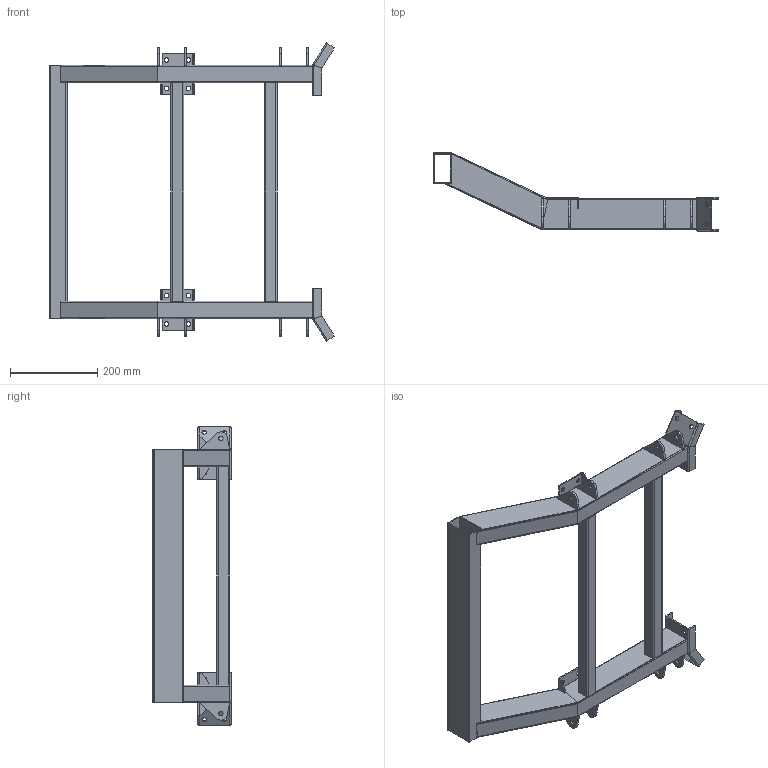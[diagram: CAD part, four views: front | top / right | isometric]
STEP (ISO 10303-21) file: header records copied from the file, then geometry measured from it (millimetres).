
FILE_DESCRIPTION(/* description */ (''),/* implementation_level */ '2;1');
FILE_NAME(/* name */ 'TELAIO_ANTERIORE_ASM_36_ASM.stp',/* time_stamp */ '2016-06-02T11:00:05+02:00',/* author */ (''),/* organization */ (''),/* preprocessor_version */ 'ST-DEVELOPER v16.5',/* originating_system */ 'Autodesk Translation Framework v5.0.0.3310',/* authorisation */ '');
FILE_SCHEMA (('AUTOMOTIVE_DESIGN { 1 0 10303 214 3 1 1 }'));
Length unit declared in the file: centimetre
Products named in the file (12): TELAIO_ANTERIORE_ASM_36_ASM; TELAIO_ANT_LONG_13_ASM; MANIFOLD_SOLID_BREP_527; MANIFOLD_SOLID_BREP_1054; TRAVERSO_ANTERIORE_17; LONGH_INCLINATO_17; PTT01S001005A_ASS_ANTERIORE_15; PRT0001; PTT01S001006A_MENS_DUOMO_ANT_21_ASM; MANIFOLD_SOLID_BREP_7215; MANIFOLD_SOLID_BREP_8882; SUPPORTO_TRASVERSALE_MOT_SC_STE
Assembly tree (21 placements, depth 3):
  TELAIO_ANTERIORE_ASM_36_ASM
    TELAIO_ANT_LONG_13_ASM
      MANIFOLD_SOLID_BREP_527
      MANIFOLD_SOLID_BREP_1054
    TRAVERSO_ANTERIORE_17
    LONGH_INCLINATO_17  x2
    PRT0001  x8
    PTT01S001005A_ASS_ANTERIORE_15  x2
    SUPPORTO_TRASVERSALE_MOT_SC_STE  x2
    PTT01S001006A_MENS_DUOMO_ANT_21_ASM
      MANIFOLD_SOLID_BREP_7215
      MANIFOLD_SOLID_BREP_8882
Bounding box: 652.72 x 178.9 x 683.51 mm (x, y, z)
Volume: 1245916.4 mm3; surface area: 1080749.7 mm2
Topology: 19 solids, 19 shells, 413 faces, 1003 edges, 626 vertices
Faces by surface type: plane 272, cylinder 129, bspline 12
Full cylindrical faces by diameter (mm): 10.1 x8, 10.15 x8, 10.2 x8
Entity records: 8386 total; most frequent: CARTESIAN_POINT 1837, DIRECTION 1353, ORIENTED_EDGE 1262, EDGE_CURVE 631, AXIS2_PLACEMENT_3D 452, LINE 449, VECTOR 449, VERTEX_POINT 400
